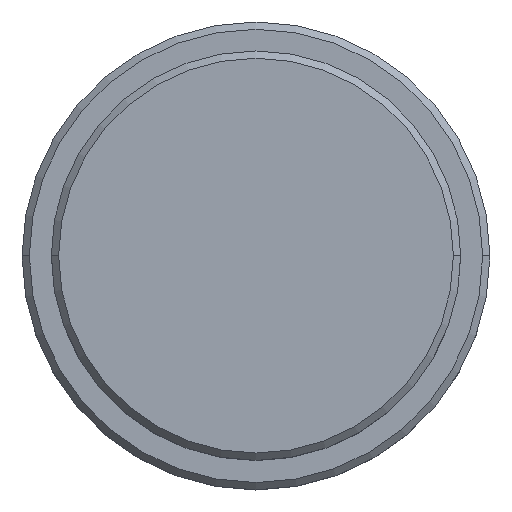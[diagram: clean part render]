
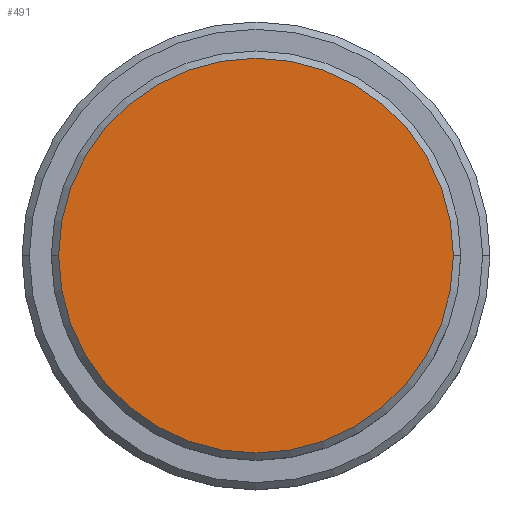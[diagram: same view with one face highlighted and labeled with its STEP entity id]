
A CAD part, top view. The second image highlights one B-rep face of the part: STEP entity #491.
In plain terms, the highlighted planar face has unit normal (0, 0, 1).
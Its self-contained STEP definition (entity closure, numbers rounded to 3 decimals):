
#9 = DIRECTION ( 'NONE',  ( 0., 0., 1. ) ) ;
#154 = CARTESIAN_POINT ( 'NONE',  ( 0., 0., 0. ) ) ;
#183 = CARTESIAN_POINT ( 'NONE',  ( 0., 0., 0. ) ) ;
#367 = DIRECTION ( 'NONE',  ( 0., 0., 1. ) ) ;
#368 = FACE_OUTER_BOUND ( 'NONE', #583, .T. ) ;
#398 = AXIS2_PLACEMENT_3D ( 'NONE', #671, #9, #882 ) ;
#491 = ADVANCED_FACE ( 'NONE', ( #368 ), #1112, .T. ) ;
#583 = EDGE_LOOP ( 'NONE', ( #1251, #809 ) ) ;
#618 = DIRECTION ( 'NONE',  ( 1., 0., 0. ) ) ;
#671 = CARTESIAN_POINT ( 'NONE',  ( 0., 0., 0. ) ) ;
#695 = VERTEX_POINT ( 'NONE', #1160 ) ;
#809 = ORIENTED_EDGE ( 'NONE', *, *, #1041, .T. ) ;
#833 = DIRECTION ( 'NONE',  ( 0., 0., 1. ) ) ;
#882 = DIRECTION ( 'NONE',  ( 1., 0., 0. ) ) ;
#945 = CARTESIAN_POINT ( 'NONE',  ( 13.5, 0., 0. ) ) ;
#1041 = EDGE_CURVE ( 'NONE', #1315, #695, #1134, .T. ) ;
#1112 = PLANE ( 'NONE',  #398 ) ;
#1132 = DIRECTION ( 'NONE',  ( 1., 0., 0. ) ) ;
#1134 = CIRCLE ( 'NONE', #1395, 13.5 ) ;
#1160 = CARTESIAN_POINT ( 'NONE',  ( -13.5, 0., 0. ) ) ;
#1251 = ORIENTED_EDGE ( 'NONE', *, *, #1289, .T. ) ;
#1289 = EDGE_CURVE ( 'NONE', #695, #1315, #1305, .T. ) ;
#1303 = AXIS2_PLACEMENT_3D ( 'NONE', #183, #833, #618 ) ;
#1305 = CIRCLE ( 'NONE', #1303, 13.5 ) ;
#1315 = VERTEX_POINT ( 'NONE', #945 ) ;
#1395 = AXIS2_PLACEMENT_3D ( 'NONE', #154, #367, #1132 ) ;
